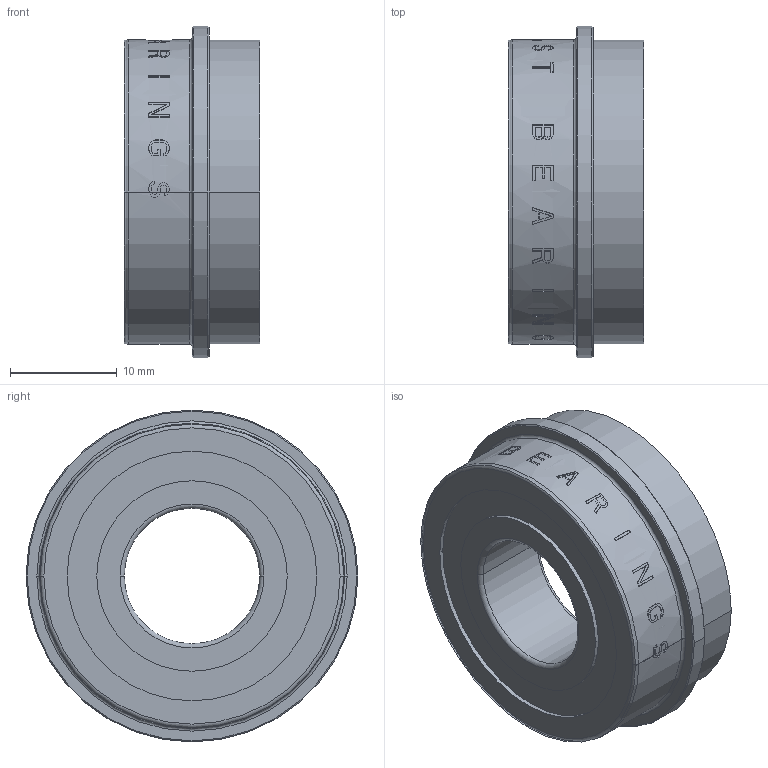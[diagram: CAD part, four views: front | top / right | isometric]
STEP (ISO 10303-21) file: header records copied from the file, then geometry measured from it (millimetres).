
FILE_DESCRIPTION((''),'2;1');
FILE_NAME('FR8-2RS','2018-08-04T',('SYSTEM'),(''),'PRO/ENGINEER BY PARAMETRIC TECHNOLOGY CORPORATION, 2016360','PRO/ENGINEER BY PARAMETRIC TECHNOLOGY CORPORATION, 2016360','');
FILE_SCHEMA(('AUTOMOTIVE_DESIGN { 1 0 10303 214 1 1 1 1 }'));
Length unit declared in the file: inch
Products named in the file (1): FR8-2RS
Bounding box: 12.7 x 31.11 x 31.11 mm (x, y, z)
Volume: 3348.2 mm3; surface area: 5689.6 mm2
Topology: 2 solids, 4 shells, 384 faces, 1059 edges, 676 vertices
Faces by surface type: plane 284, cylinder 44, sphere 40, torus 12, cone 4
Entity records: 12723 total; most frequent: CARTESIAN_POINT 3455, ORIENTED_EDGE 2034, DIRECTION 1647, EDGE_CURVE 1019, VERTEX_POINT 676, AXIS2_PLACEMENT_3D 627, EDGE_LOOP 425, VECTOR 393
